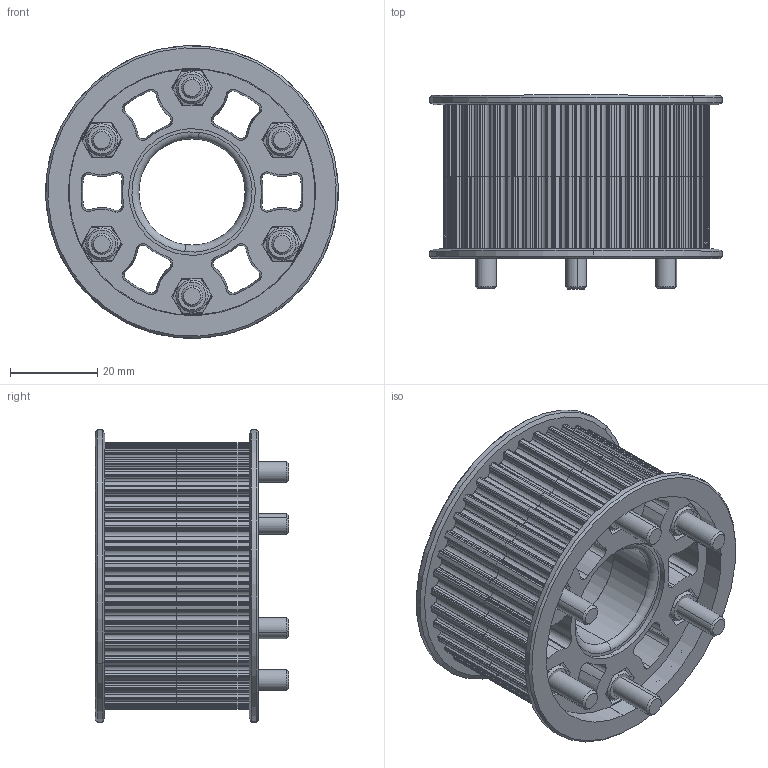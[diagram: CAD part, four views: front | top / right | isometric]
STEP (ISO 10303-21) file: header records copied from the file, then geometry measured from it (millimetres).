
FILE_DESCRIPTION (( 'STEP AP214' ), '1' );
FILE_NAME ('am-2361a 39 Tooth HDT Plastic Pulley Kit.STEP', '2022-03-10T17:11:30', ( '' ), ( '' ), 'SwSTEP 2.0', 'SolidWorks 2021', '' );
FILE_SCHEMA (( 'AUTOMOTIVE_DESIGN' ));
Length unit declared in the file: inch
Products named in the file (4): M5 Nylock Nut; am-2361a 39 Tooth HDT Plastic Pulley Kit; 39 tooth HTD Double Pulley half; socket head cap screw_ai_HX-SHCS 0.19-32x1.375x1-C
Assembly tree (14 placements, depth 2):
  am-2361a 39 Tooth HDT Plastic Pulley Kit
    39 tooth HTD Double Pulley half  x2
    socket head cap screw_ai_HX-SHCS 0.19-32x1.375x1-C  x6
    M5 Nylock Nut  x6
Bounding box: 66.9 x 44.27 x 66.9 mm (x, y, z)
Volume: 56310.3 mm3; surface area: 39390.9 mm2
Topology: 14 solids, 14 shells, 1916 faces, 5424 edges, 3566 vertices
Faces by surface type: cylinder 1310, plane 322, cone 268, torus 16
Entity records: 29712 total; most frequent: DIRECTION 5746, CARTESIAN_POINT 5108, ORIENTED_EDGE 5012, EDGE_CURVE 2506, AXIS2_PLACEMENT_3D 2371, VERTEX_POINT 1661, CIRCLE 1486, VECTOR 1004
